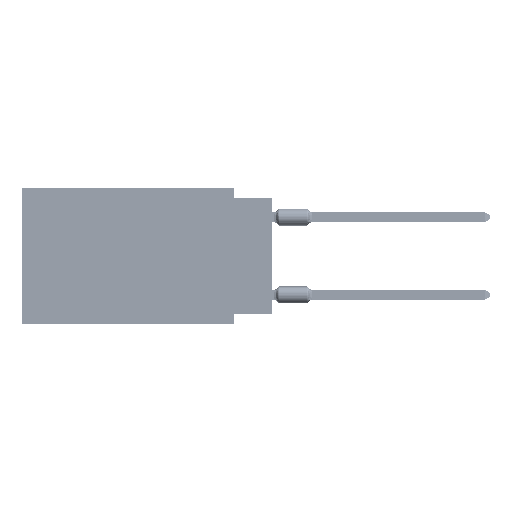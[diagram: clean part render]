
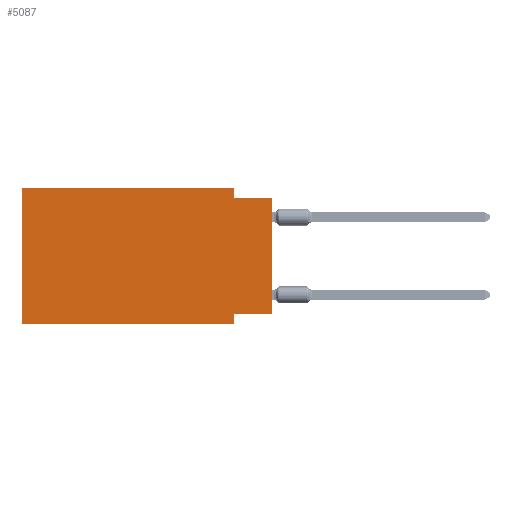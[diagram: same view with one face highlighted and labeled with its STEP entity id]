
A CAD part, left-side view. The second image highlights one B-rep face of the part: STEP entity #5087.
In plain terms, the highlighted planar face has unit normal (-1, 0, 0).
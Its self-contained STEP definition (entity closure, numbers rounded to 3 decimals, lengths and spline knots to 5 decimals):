
#530 = LINE ( 'NONE', #27116, #21763 ) ;
#584 = ORIENTED_EDGE ( 'NONE', *, *, #21532, .T. ) ;
#741 = VERTEX_POINT ( 'NONE', #18906 ) ;
#2371 = CARTESIAN_POINT ( 'NONE',  ( 0., 0., -0.025 ) ) ;
#4051 = VERTEX_POINT ( 'NONE', #10667 ) ;
#5087 = ADVANCED_FACE ( 'NONE', ( #46634 ), #47057, .F. ) ;
#5572 = DIRECTION ( 'NONE',  ( 0., 0., -1. ) ) ;
#8015 = CARTESIAN_POINT ( 'NONE',  ( 0., 0.1, -0.325 ) ) ;
#8204 = CARTESIAN_POINT ( 'NONE',  ( 0., 0.645, -0.35 ) ) ;
#8366 = CARTESIAN_POINT ( 'NONE',  ( 0., 0., -0.325 ) ) ;
#9354 = LINE ( 'NONE', #2371, #55789 ) ;
#10667 = CARTESIAN_POINT ( 'NONE',  ( 0., 0., -0.325 ) ) ;
#11239 = VERTEX_POINT ( 'NONE', #8015 ) ;
#11681 = EDGE_CURVE ( 'NONE', #741, #29060, #530, .T. ) ;
#12920 = VECTOR ( 'NONE', #47272, 39.37008 ) ;
#15331 = LINE ( 'NONE', #8366, #50587 ) ;
#15847 = LINE ( 'NONE', #41162, #12920 ) ;
#18906 = CARTESIAN_POINT ( 'NONE',  ( 0., 0.1, 0. ) ) ;
#19561 = CARTESIAN_POINT ( 'NONE',  ( 0., 0.645, 0. ) ) ;
#20292 = AXIS2_PLACEMENT_3D ( 'NONE', #35253, #74507, #74075 ) ;
#21126 = CARTESIAN_POINT ( 'NONE',  ( 0., 0., -0.025 ) ) ;
#21532 = EDGE_CURVE ( 'NONE', #4051, #64889, #15847, .T. ) ;
#21763 = VECTOR ( 'NONE', #74608, 39.37008 ) ;
#24916 = CARTESIAN_POINT ( 'NONE',  ( 0., 0.645, 0. ) ) ;
#25080 = ORIENTED_EDGE ( 'NONE', *, *, #65256, .F. ) ;
#26293 = VERTEX_POINT ( 'NONE', #73569 ) ;
#27116 = CARTESIAN_POINT ( 'NONE',  ( 0., 0.1, 0. ) ) ;
#29060 = VERTEX_POINT ( 'NONE', #32481 ) ;
#29842 = DIRECTION ( 'NONE',  ( 0., -1., 0. ) ) ;
#32481 = CARTESIAN_POINT ( 'NONE',  ( 0., 0.1, -0.025 ) ) ;
#32644 = ORIENTED_EDGE ( 'NONE', *, *, #47101, .F. ) ;
#33602 = VECTOR ( 'NONE', #58029, 39.37008 ) ;
#35253 = CARTESIAN_POINT ( 'NONE',  ( 0., 0.645, 0. ) ) ;
#36007 = ORIENTED_EDGE ( 'NONE', *, *, #41395, .F. ) ;
#39146 = CARTESIAN_POINT ( 'NONE',  ( 0., 0.1, -0.35 ) ) ;
#41162 = CARTESIAN_POINT ( 'NONE',  ( 0., 0., 0. ) ) ;
#41395 = EDGE_CURVE ( 'NONE', #11239, #26293, #78401, .T. ) ;
#41924 = DIRECTION ( 'NONE',  ( 0., 1., 0. ) ) ;
#44568 = EDGE_LOOP ( 'NONE', ( #584, #54826, #77475, #32644, #59807, #70250, #36007, #25080 ) ) ;
#46634 = FACE_OUTER_BOUND ( 'NONE', #44568, .T. ) ;
#47057 = PLANE ( 'NONE',  #20292 ) ;
#47101 = EDGE_CURVE ( 'NONE', #82291, #741, #76801, .T. ) ;
#47272 = DIRECTION ( 'NONE',  ( 0., 0., 1. ) ) ;
#48911 = DIRECTION ( 'NONE',  ( 0., -1., 0. ) ) ;
#49363 = CARTESIAN_POINT ( 'NONE',  ( 0., 0.645, -0.35 ) ) ;
#50587 = VECTOR ( 'NONE', #41924, 39.37008 ) ;
#52476 = VERTEX_POINT ( 'NONE', #8204 ) ;
#54826 = ORIENTED_EDGE ( 'NONE', *, *, #84828, .F. ) ;
#55789 = VECTOR ( 'NONE', #29842, 39.37008 ) ;
#58029 = DIRECTION ( 'NONE',  ( 0., -1., 0. ) ) ;
#59807 = ORIENTED_EDGE ( 'NONE', *, *, #66596, .F. ) ;
#60066 = VECTOR ( 'NONE', #5572, 39.37008 ) ;
#60847 = VECTOR ( 'NONE', #48911, 39.37008 ) ;
#64889 = VERTEX_POINT ( 'NONE', #21126 ) ;
#65256 = EDGE_CURVE ( 'NONE', #4051, #11239, #15331, .T. ) ;
#66596 = EDGE_CURVE ( 'NONE', #52476, #82291, #75079, .T. ) ;
#67273 = DIRECTION ( 'NONE',  ( 0., 0., 1. ) ) ;
#68106 = CARTESIAN_POINT ( 'NONE',  ( 0., 0.645, 0. ) ) ;
#70250 = ORIENTED_EDGE ( 'NONE', *, *, #80491, .T. ) ;
#73569 = CARTESIAN_POINT ( 'NONE',  ( 0., 0.1, -0.35 ) ) ;
#74075 = DIRECTION ( 'NONE',  ( 0., 0., -1. ) ) ;
#74507 = DIRECTION ( 'NONE',  ( 1., 0., 0. ) ) ;
#74608 = DIRECTION ( 'NONE',  ( 0., 0., -1. ) ) ;
#75079 = LINE ( 'NONE', #68106, #79137 ) ;
#76791 = LINE ( 'NONE', #49363, #60847 ) ;
#76801 = LINE ( 'NONE', #24916, #33602 ) ;
#77475 = ORIENTED_EDGE ( 'NONE', *, *, #11681, .F. ) ;
#78401 = LINE ( 'NONE', #39146, #60066 ) ;
#79137 = VECTOR ( 'NONE', #67273, 39.37008 ) ;
#80491 = EDGE_CURVE ( 'NONE', #52476, #26293, #76791, .T. ) ;
#82291 = VERTEX_POINT ( 'NONE', #19561 ) ;
#84828 = EDGE_CURVE ( 'NONE', #29060, #64889, #9354, .T. ) ;
